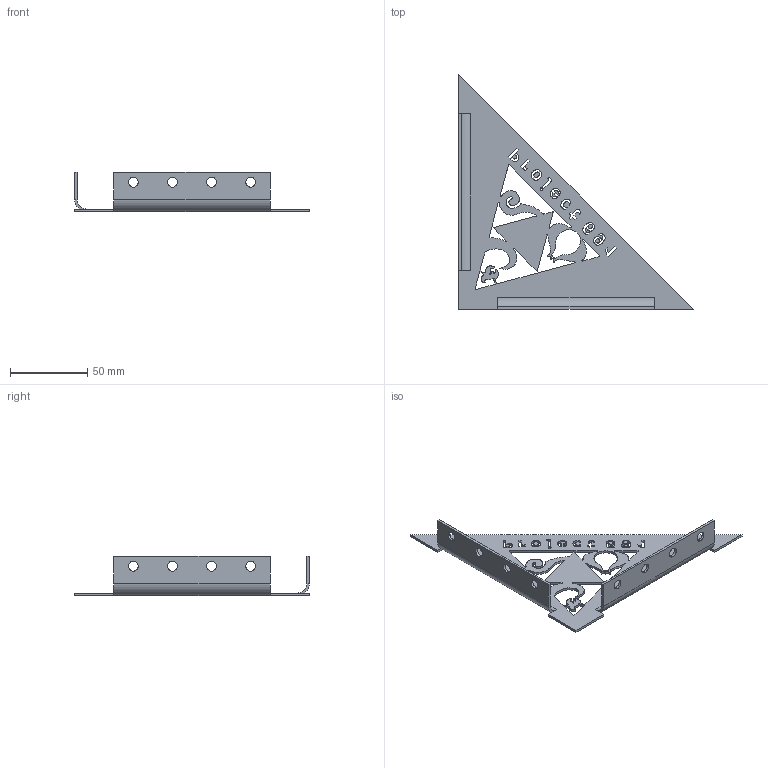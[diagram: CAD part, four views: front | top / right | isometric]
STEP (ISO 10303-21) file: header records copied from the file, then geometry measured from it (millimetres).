
FILE_DESCRIPTION (( 'STEP AP203' ), '1' );
FILE_NAME ('P-25 SupportTriangleTriPoke.STEP', '2015-01-26T19:43:55', ( '' ), ( '' ), 'SwSTEP 2.0', 'SolidWorks 2014', '' );
FILE_SCHEMA (( 'CONFIG_CONTROL_DESIGN' ));
Length unit declared in the file: inch
Products named in the file (1): P-25 SupportTriangleTriPoke
Bounding box: 152.43 x 152.43 x 25.4 mm (x, y, z)
Volume: 21749.8 mm3; surface area: 30280.6 mm2
Topology: 1 solids, 1 shells, 678 faces, 2016 edges, 1340 vertices
Faces by surface type: bspline 559, plane 99, cylinder 20
Entity records: 29445 total; most frequent: CARTESIAN_POINT 14918, ORIENTED_EDGE 4032, EDGE_CURVE 2016, VERTEX_POINT 1340, DIRECTION 1182, B_SPLINE_CURVE_WITH_KNOTS 1118, LINE 854, VECTOR 854
